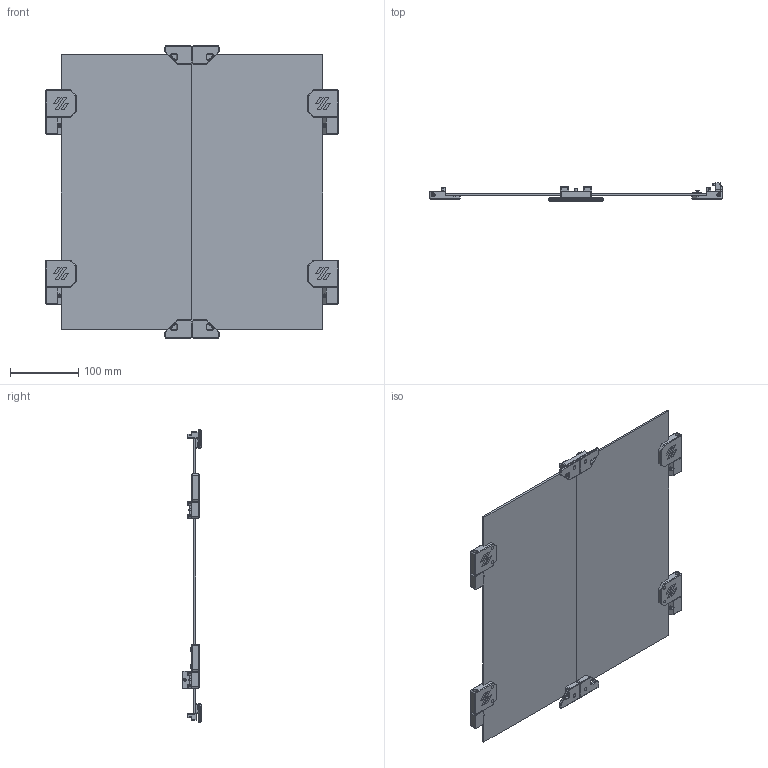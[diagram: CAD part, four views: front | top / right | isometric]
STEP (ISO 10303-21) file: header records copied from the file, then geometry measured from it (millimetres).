
FILE_DESCRIPTION(/* description */ (''),/* implementation_level */ '2;1');
FILE_NAME(/* name */ '50d9b7b9-fdce-4b63-b025-f6a709dcd7c6.stp',/* time_stamp */ '2022-04-27T11:25:50+00:00',/* author */ (''),/* organization */ (''),/* preprocessor_version */ 'ST-DEVELOPER v18.1',/* originating_system */ 'Autodesk Translation Framework v10.14.0.1471',/* authorisation */ '');
FILE_SCHEMA (('AUTOMOTIVE_DESIGN { 1 0 10303 214 3 1 1 }'));
Length unit declared in the file: millimetre
Products named in the file (39): RemovableHinge; Doors; Panels; Front Door; Door Handle A; Door Handle B; Magnet (2); Front Door (1); Door Handle A (1); Door Handle B (1); Magnet (3); Hinge; Left Hinge; Removable_Hinge_Left; Charnier(Symétrie miroir); M3x8 SHCS (1)(Symétrie miroir); Battant(Symétrie miroir); Battant VHB(Symétrie miroir); Battant_Accent (1); M3x40 SHCS (2) (2); Right Hinge; Removable_Hinge_Right; BackPlate; Charnier_V2; M3x8 SHCS (1); Battant; Removable_Hinge_Right_1; Battant VHB; Battant_Accent; M3x40 SHCS (2); Charnier_V3; M3x8 SHCS (1) (1); Latch; Door Latch (1); Magnet (1); M3x8 SHCS (2) (1); Door Latch; Magnet; M3x8 SHCS (2)
Assembly tree (49 placements, depth 7):
  RemovableHinge
    Doors
      Panels
        Front Door
          Door Handle A
            Magnet (2)
          Door Handle B
            Magnet (2)
        Front Door (1)
          Door Handle A (1)
            Magnet (3)
          Door Handle B (1)
            Magnet (3)
      Hinge
        Left Hinge
          Removable_Hinge_Left  x2
            Charnier(Symétrie miroir)
              M3x8 SHCS (1)(Symétrie miroir)
            Battant(Symétrie miroir)
            Battant VHB(Symétrie miroir)
            Battant_Accent (1)
            M3x40 SHCS (2) (2)
        Right Hinge
          Removable_Hinge_Right
            BackPlate
              M3x8 SHCS (1)  x2
            Charnier_V2
              M3x8 SHCS (1)  x2
            Battant
            Battant_Accent
            M3x40 SHCS (2)
            Charnier_V3
              M3x8 SHCS (1) (1)
          Removable_Hinge_Right_1
            Battant VHB
            Battant_Accent
            M3x40 SHCS (2)
            Charnier_V3
              M3x8 SHCS (1) (1)
      Latch
        Door Latch (1)
          Magnet (1)  x2
          M3x8 SHCS (2) (1)
        Door Latch
          Magnet  x2
          M3x8 SHCS (2)
Bounding box: 430 x 26.8 x 430 mm (x, y, z)
Volume: 606656.8 mm3; surface area: 386518 mm2
Topology: 54 solids, 54 shells, 1338 faces, 3038 edges, 1855 vertices
Faces by surface type: plane 758, cone 267, cylinder 265, torus 32, bspline 16
Full cylindrical faces by diameter (mm): 3 x25, 3.4 x10, 4.7 x6, 5.5 x14, 6 x14, 6.1 x4
Entity records: 28248 total; most frequent: CARTESIAN_POINT 5295, DIRECTION 4819, ORIENTED_EDGE 4428, EDGE_CURVE 2214, AXIS2_PLACEMENT_3D 1689, LINE 1441, VECTOR 1441, VERTEX_POINT 1355
